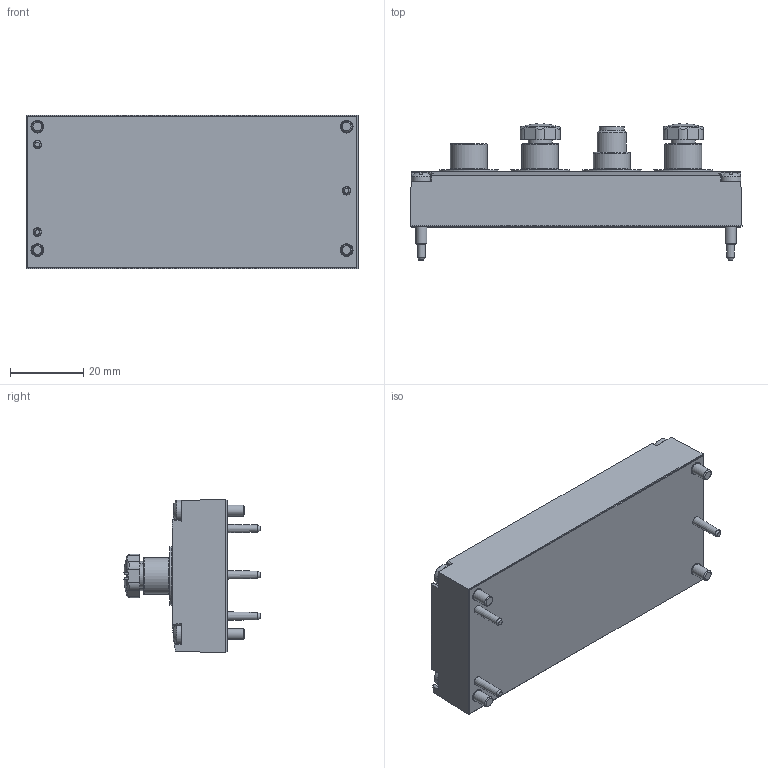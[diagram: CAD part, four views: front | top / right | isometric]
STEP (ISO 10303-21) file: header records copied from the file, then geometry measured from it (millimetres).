
FILE_DESCRIPTION(/* description */ ('STEP AP214'),/* implementation_level */ '2;1');
FILE_NAME(/* name */ '8081922_VAEM-L1-S-12-AP',/* time_stamp */ '2024-09-16T06:37:30+02:00',/* author */ ('License CC BY-ND 4.0'),/* organization */ ('CADENAS'),/* preprocessor_version */ 'ST-DEVELOPER v19.3',/* originating_system */ 'PARTsolutions',/* authorisation */ ' ');
FILE_SCHEMA (('AUTOMOTIVE_DESIGN {1 0 10303 214 3 1 1}'));
Length unit declared in the file: millimetre
Products named in the file (4): 8081922 VAEM-L1-S-12-AP---(0); 8081922 VAEM-L1-S-12-AP---(0)_p; 1426888 F-M3x17-10.9; 177672 ISK-M8
Assembly tree (7 placements, depth 2):
  8081922 VAEM-L1-S-12-AP---(0)
    8081922 VAEM-L1-S-12-AP---(0)_p
    1426888 F-M3x17-10.9  x4
    177672 ISK-M8  x2
Bounding box: 90.5 x 37.11 x 41.8 mm (x, y, z)
Volume: 58574 mm3; surface area: 16433.3 mm2
Topology: 7 solids, 7 shells, 449 faces, 1075 edges, 687 vertices
Faces by surface type: plane 189, cylinder 150, cone 68, torus 34, sphere 8
Full cylindrical faces by diameter (mm): 0.87 x8, 1 x4, 1.05 x4, 2.6 x4, 3 x4, 3.5 x4, 5.6 x4, 5.7 x2, 5.8 x2, 5.85 x1, 6.55 x4, 6.647 x3, 6.773 x1, 8 x3, 10 x4
Entity records: 7896 total; most frequent: CARTESIAN_POINT 1494, DIRECTION 1358, ORIENTED_EDGE 1124, EDGE_CURVE 562, AXIS2_PLACEMENT_3D 555, EDGE_LOOP 438, FACE_BOUND 438, VERTEX_POINT 420
